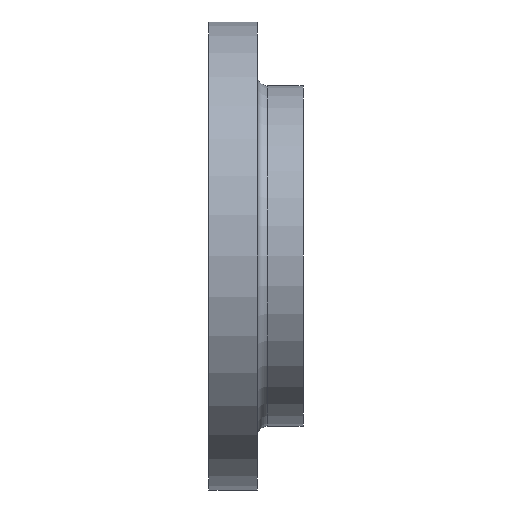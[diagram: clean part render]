
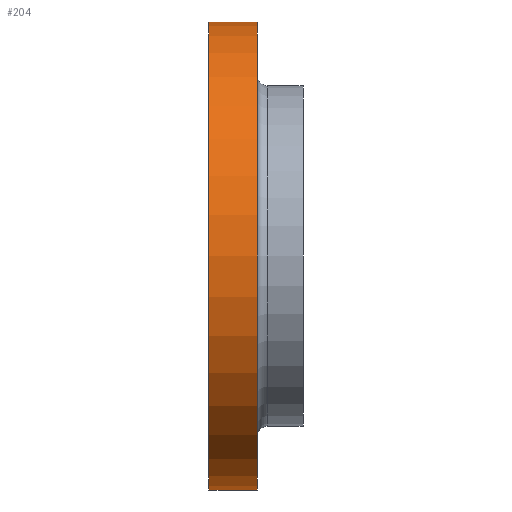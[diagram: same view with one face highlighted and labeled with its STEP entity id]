
A CAD part, front view. The second image highlights one B-rep face of the part: STEP entity #204.
In plain terms, the highlighted cylindrical face has radius 292.1 mm (diameter 584.2 mm), a partial arc.
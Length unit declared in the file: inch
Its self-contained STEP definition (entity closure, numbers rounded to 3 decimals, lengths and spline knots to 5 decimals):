
#25 = VERTEX_POINT ( 'NONE', #1820 ) ;
#26 = ORIENTED_EDGE ( 'NONE', *, *, #1624, .T. ) ;
#123 = DIRECTION ( 'NONE',  ( -1., 0., 0. ) ) ;
#142 = VECTOR ( 'NONE', #1450, 39.37008 ) ;
#146 = FACE_OUTER_BOUND ( 'NONE', #918, .T. ) ;
#204 = ADVANCED_FACE ( 'NONE', ( #146 ), #1342, .T. ) ;
#264 = CARTESIAN_POINT ( 'NONE',  ( 0., 0., 11.5 ) ) ;
#279 = LINE ( 'NONE', #1292, #794 ) ;
#366 = VERTEX_POINT ( 'NONE', #1385 ) ;
#397 = AXIS2_PLACEMENT_3D ( 'NONE', #1722, #1188, #711 ) ;
#598 = DIRECTION ( 'NONE',  ( -1., 0., 0. ) ) ;
#602 = EDGE_CURVE ( 'NONE', #1875, #1760, #998, .T. ) ;
#711 = DIRECTION ( 'NONE',  ( 0., 0., 1. ) ) ;
#770 = CIRCLE ( 'NONE', #397, 11.5 ) ;
#794 = VECTOR ( 'NONE', #1122, 39.37008 ) ;
#845 = CARTESIAN_POINT ( 'NONE',  ( 0., 0., 0. ) ) ;
#863 = CIRCLE ( 'NONE', #1107, 11.5 ) ;
#864 = AXIS2_PLACEMENT_3D ( 'NONE', #845, #598, #1192 ) ;
#907 = CARTESIAN_POINT ( 'NONE',  ( 1.54986, 0., 11.5 ) ) ;
#918 = EDGE_LOOP ( 'NONE', ( #1770, #26, #1622, #1161 ) ) ;
#998 = LINE ( 'NONE', #264, #142 ) ;
#1009 = DIRECTION ( 'NONE',  ( 0., 0., 1. ) ) ;
#1107 = AXIS2_PLACEMENT_3D ( 'NONE', #1558, #123, #1009 ) ;
#1122 = DIRECTION ( 'NONE',  ( -1., 0., 0. ) ) ;
#1161 = ORIENTED_EDGE ( 'NONE', *, *, #1297, .F. ) ;
#1188 = DIRECTION ( 'NONE',  ( -1., 0., 0. ) ) ;
#1192 = DIRECTION ( 'NONE',  ( 0., 0., 1. ) ) ;
#1285 = EDGE_CURVE ( 'NONE', #366, #25, #279, .T. ) ;
#1292 = CARTESIAN_POINT ( 'NONE',  ( 0., 0., -11.5 ) ) ;
#1297 = EDGE_CURVE ( 'NONE', #25, #1760, #863, .T. ) ;
#1342 = CYLINDRICAL_SURFACE ( 'NONE', #864, 11.5 ) ;
#1385 = CARTESIAN_POINT ( 'NONE',  ( 1.54986, 0., -11.5 ) ) ;
#1450 = DIRECTION ( 'NONE',  ( -1., 0., 0. ) ) ;
#1558 = CARTESIAN_POINT ( 'NONE',  ( -0.82514, 0., 0. ) ) ;
#1622 = ORIENTED_EDGE ( 'NONE', *, *, #602, .T. ) ;
#1624 = EDGE_CURVE ( 'NONE', #366, #1875, #770, .T. ) ;
#1722 = CARTESIAN_POINT ( 'NONE',  ( 1.54986, 0., 0. ) ) ;
#1728 = CARTESIAN_POINT ( 'NONE',  ( -0.82514, 0., 11.5 ) ) ;
#1760 = VERTEX_POINT ( 'NONE', #1728 ) ;
#1770 = ORIENTED_EDGE ( 'NONE', *, *, #1285, .F. ) ;
#1820 = CARTESIAN_POINT ( 'NONE',  ( -0.82514, 0., -11.5 ) ) ;
#1875 = VERTEX_POINT ( 'NONE', #907 ) ;
